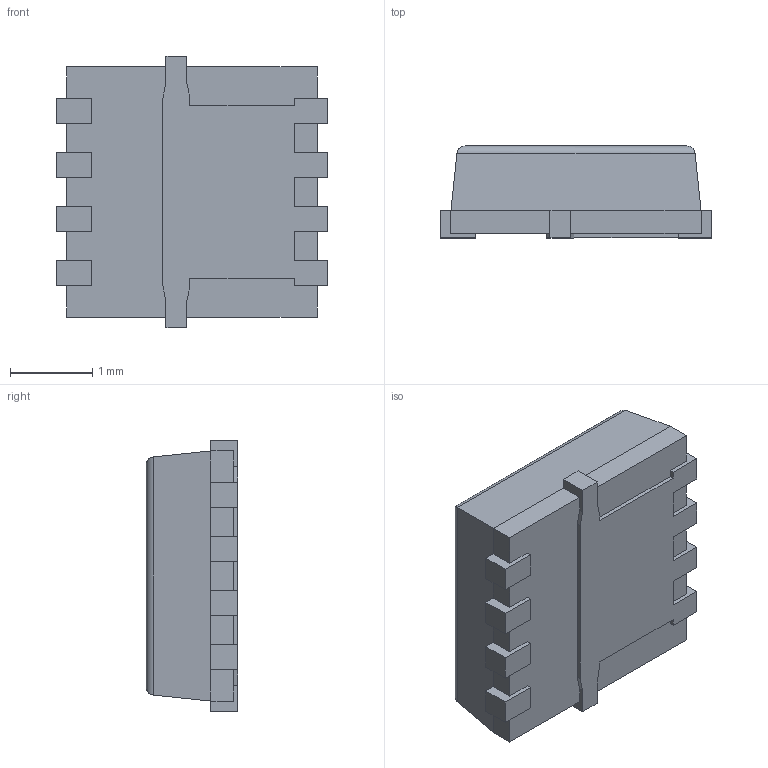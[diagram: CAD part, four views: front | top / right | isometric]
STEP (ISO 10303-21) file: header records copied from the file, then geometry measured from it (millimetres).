
FILE_DESCRIPTION(('FreeCAD Model'),'2;1');
FILE_NAME('Open CASCADE Shape Model','2024-12-02T15:06:30',('Author'),( ''),'Open CASCADE STEP processor 7.8','FreeCAD','Unknown');
FILE_SCHEMA(('AUTOMOTIVE_DESIGN { 1 0 10303 214 1 1 1 1 }'));
Length unit declared in the file: millimetre
Products named in the file (7): SIS468DN-T1-GE009; SIS468DN-T1-GE3; SIS468DN-T1-GE004; SIS468DN-T1-GE005; SIS468DN-T1-GE006; SIS468DN-T1-GE007; SIS468DN-T1-GE008
Assembly tree (6 placements, depth 2):
  SIS468DN-T1-GE009
    SIS468DN-T1-GE3
    SIS468DN-T1-GE004
    SIS468DN-T1-GE005
    SIS468DN-T1-GE006
    SIS468DN-T1-GE007
    SIS468DN-T1-GE008
Bounding box: 3.3 x 1.12 x 3.3 mm (x, y, z)
Volume: 9.8 mm3; surface area: 48.8 mm2
Topology: 6 solids, 6 shells, 130 faces, 326 edges, 208 vertices
Faces by surface type: plane 126, cylinder 4
Entity records: 3936 total; most frequent: CARTESIAN_POINT 683, ORIENTED_EDGE 652, DIRECTION 596, EDGE_CURVE 326, LINE 322, VECTOR 322, VERTEX_POINT 208, AXIS2_PLACEMENT_3D 137
